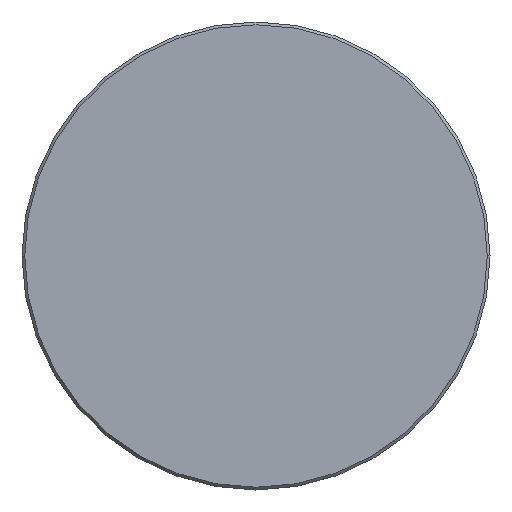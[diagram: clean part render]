
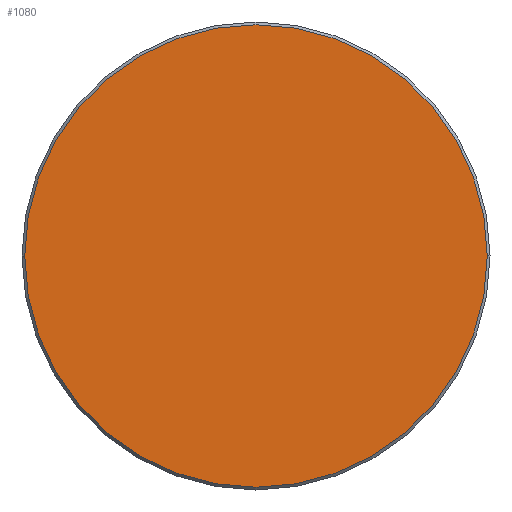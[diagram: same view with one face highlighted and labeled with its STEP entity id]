
A CAD part, front view. The second image highlights one B-rep face of the part: STEP entity #1080.
In plain terms, the highlighted planar face has unit normal (0, -1, 0).
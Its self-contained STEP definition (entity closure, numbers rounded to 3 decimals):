
#67 = DIRECTION ( 'NONE',  ( 0., -1., 0. ) ) ;
#165 = PLANE ( 'NONE',  #631 ) ;
#249 = EDGE_LOOP ( 'NONE', ( #2587, #2420 ) ) ;
#335 = VERTEX_POINT ( 'NONE', #1371 ) ;
#553 = DIRECTION ( 'NONE',  ( -1., 0., 0. ) ) ;
#631 = AXIS2_PLACEMENT_3D ( 'NONE', #1028, #773, #553 ) ;
#755 = CARTESIAN_POINT ( 'NONE',  ( -5.432, -1.754, 0. ) ) ;
#773 = DIRECTION ( 'NONE',  ( 0., 1., 0. ) ) ;
#861 = CIRCLE ( 'NONE', #2070, 4.941 ) ;
#903 = AXIS2_PLACEMENT_3D ( 'NONE', #755, #1003, #1411 ) ;
#1003 = DIRECTION ( 'NONE',  ( 0., -1., 0. ) ) ;
#1028 = CARTESIAN_POINT ( 'NONE',  ( -0.49, -1.754, 0. ) ) ;
#1075 = EDGE_CURVE ( 'NONE', #335, #1237, #1216, .T. ) ;
#1080 = ADVANCED_FACE ( 'NONE', ( #2694 ), #165, .F. ) ;
#1143 = CARTESIAN_POINT ( 'NONE',  ( -5.432, -1.754, 0. ) ) ;
#1163 = DIRECTION ( 'NONE',  ( 1., 0., 0. ) ) ;
#1216 = CIRCLE ( 'NONE', #903, 4.941 ) ;
#1237 = VERTEX_POINT ( 'NONE', #2778 ) ;
#1371 = CARTESIAN_POINT ( 'NONE',  ( -0.49, -1.754, 0. ) ) ;
#1411 = DIRECTION ( 'NONE',  ( 1., 0., 0. ) ) ;
#2070 = AXIS2_PLACEMENT_3D ( 'NONE', #1143, #67, #1163 ) ;
#2420 = ORIENTED_EDGE ( 'NONE', *, *, #2625, .T. ) ;
#2587 = ORIENTED_EDGE ( 'NONE', *, *, #1075, .T. ) ;
#2625 = EDGE_CURVE ( 'NONE', #1237, #335, #861, .T. ) ;
#2694 = FACE_OUTER_BOUND ( 'NONE', #249, .T. ) ;
#2778 = CARTESIAN_POINT ( 'NONE',  ( -10.373, -1.754, 0. ) ) ;
